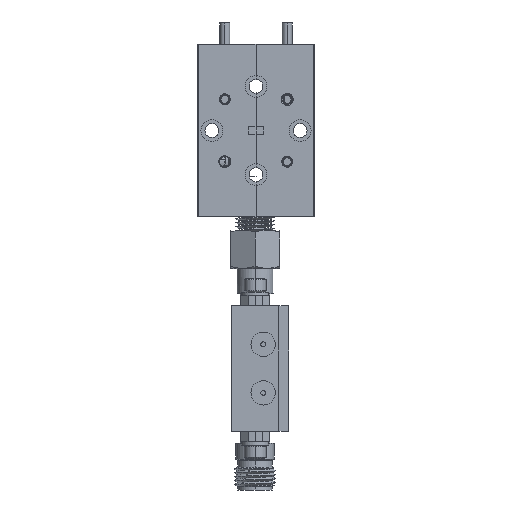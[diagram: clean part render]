
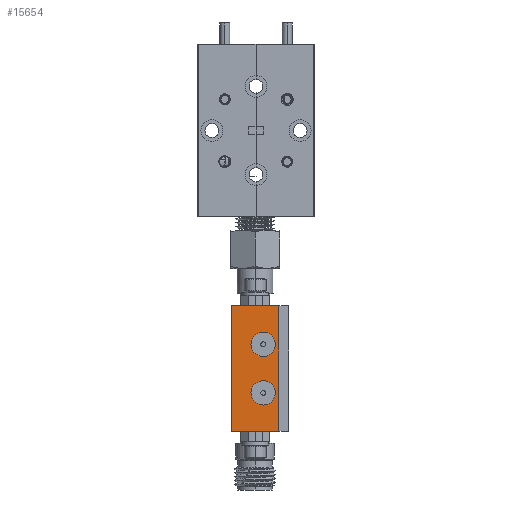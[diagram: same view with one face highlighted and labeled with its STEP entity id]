
A CAD part, left-side view. The second image highlights one B-rep face of the part: STEP entity #15654.
In plain terms, the highlighted planar face has unit normal (-1, 0, 0).
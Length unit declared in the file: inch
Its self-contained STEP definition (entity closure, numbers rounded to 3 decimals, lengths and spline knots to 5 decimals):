
#402 = VERTEX_POINT ( 'NONE', #11211 ) ;
#705 = CARTESIAN_POINT ( 'NONE',  ( -0.42, 0.229, -1.919 ) ) ;
#759 = CARTESIAN_POINT ( 'NONE',  ( -0.42, 0.329, -1.364 ) ) ;
#963 = CARTESIAN_POINT ( 'NONE',  ( -0.42, 0.329, -1.364 ) ) ;
#1123 = DIRECTION ( 'NONE',  ( 0., 0., -1. ) ) ;
#1284 = ORIENTED_EDGE ( 'NONE', *, *, #7233, .F. ) ;
#1303 = VERTEX_POINT ( 'NONE', #2694 ) ;
#1399 = EDGE_CURVE ( 'NONE', #23097, #22902, #3492, .T. ) ;
#2122 = VERTEX_POINT ( 'NONE', #13881 ) ;
#2647 = CIRCLE ( 'NONE', #13619, 0.068 ) ;
#2694 = CARTESIAN_POINT ( 'NONE',  ( -0.42, 0.329, -1.742 ) ) ;
#2840 = ORIENTED_EDGE ( 'NONE', *, *, #17187, .F. ) ;
#3064 = DIRECTION ( 'NONE',  ( -1., 0., 0. ) ) ;
#3230 = CARTESIAN_POINT ( 'NONE',  ( -0.42, 0.229, -1.119 ) ) ;
#3361 = CIRCLE ( 'NONE', #23748, 0.068 ) ;
#3492 = LINE ( 'NONE', #5443, #6934 ) ;
#4337 = CARTESIAN_POINT ( 'NONE',  ( -0.42, 0.329, -1.432 ) ) ;
#4455 = VECTOR ( 'NONE', #18245, 39.37008 ) ;
#4665 = EDGE_LOOP ( 'NONE', ( #15231, #7632, #26243, #8009 ) ) ;
#4848 = CARTESIAN_POINT ( 'NONE',  ( -0.42, 0.229, -1.919 ) ) ;
#5443 = CARTESIAN_POINT ( 'NONE',  ( -0.42, 0.229, -1.119 ) ) ;
#5480 = DIRECTION ( 'NONE',  ( -1., 0., 0. ) ) ;
#5501 = EDGE_CURVE ( 'NONE', #7368, #19792, #27543, .T. ) ;
#5516 = DIRECTION ( 'NONE',  ( 0., 0., -1. ) ) ;
#6308 = DIRECTION ( 'NONE',  ( 1., 0., 0. ) ) ;
#6485 = DIRECTION ( 'NONE',  ( -1., 0., 0. ) ) ;
#6594 = VERTEX_POINT ( 'NONE', #4337 ) ;
#6934 = VECTOR ( 'NONE', #7653, 39.37008 ) ;
#7122 = VECTOR ( 'NONE', #5516, 39.37008 ) ;
#7153 = CIRCLE ( 'NONE', #20035, 0.068 ) ;
#7233 = EDGE_CURVE ( 'NONE', #402, #1303, #3361, .T. ) ;
#7368 = VERTEX_POINT ( 'NONE', #705 ) ;
#7428 = CIRCLE ( 'NONE', #13434, 0.068 ) ;
#7581 = VECTOR ( 'NONE', #1123, 39.37008 ) ;
#7632 = ORIENTED_EDGE ( 'NONE', *, *, #5501, .F. ) ;
#7653 = DIRECTION ( 'NONE',  ( 0., 1., 0. ) ) ;
#8009 = ORIENTED_EDGE ( 'NONE', *, *, #1399, .T. ) ;
#8971 = AXIS2_PLACEMENT_3D ( 'NONE', #21769, #6308, #23878 ) ;
#9644 = CARTESIAN_POINT ( 'NONE',  ( -0.42, 0.329, -1.674 ) ) ;
#10150 = EDGE_LOOP ( 'NONE', ( #25267, #1284 ) ) ;
#11211 = CARTESIAN_POINT ( 'NONE',  ( -0.42, 0.329, -1.606 ) ) ;
#11424 = ORIENTED_EDGE ( 'NONE', *, *, #17151, .F. ) ;
#11479 = DIRECTION ( 'NONE',  ( -1., 0., 0. ) ) ;
#11810 = DIRECTION ( 'NONE',  ( 0., 0., -1. ) ) ;
#13003 = CARTESIAN_POINT ( 'NONE',  ( -0.42, 0.529, -1.119 ) ) ;
#13293 = LINE ( 'NONE', #14860, #7122 ) ;
#13434 = AXIS2_PLACEMENT_3D ( 'NONE', #9644, #11479, #18426 ) ;
#13615 = CARTESIAN_POINT ( 'NONE',  ( -0.42, 0.529, -1.919 ) ) ;
#13619 = AXIS2_PLACEMENT_3D ( 'NONE', #963, #5480, #11810 ) ;
#13881 = CARTESIAN_POINT ( 'NONE',  ( -0.42, 0.329, -1.296 ) ) ;
#14334 = CARTESIAN_POINT ( 'NONE',  ( -0.42, 0.229, -1.119 ) ) ;
#14698 = EDGE_CURVE ( 'NONE', #23097, #7368, #19584, .T. ) ;
#14860 = CARTESIAN_POINT ( 'NONE',  ( -0.42, 0.529, -1.119 ) ) ;
#15231 = ORIENTED_EDGE ( 'NONE', *, *, #26778, .T. ) ;
#15654 = ADVANCED_FACE ( 'NONE', ( #21627, #28515, #21960 ), #19478, .F. ) ;
#16310 = EDGE_LOOP ( 'NONE', ( #11424, #2840 ) ) ;
#17151 = EDGE_CURVE ( 'NONE', #6594, #2122, #2647, .T. ) ;
#17187 = EDGE_CURVE ( 'NONE', #2122, #6594, #7153, .T. ) ;
#18245 = DIRECTION ( 'NONE',  ( 0., 1., 0. ) ) ;
#18426 = DIRECTION ( 'NONE',  ( 0., 0., -1. ) ) ;
#19478 = PLANE ( 'NONE',  #8971 ) ;
#19584 = LINE ( 'NONE', #3230, #7581 ) ;
#19792 = VERTEX_POINT ( 'NONE', #13615 ) ;
#20035 = AXIS2_PLACEMENT_3D ( 'NONE', #759, #3064, #25072 ) ;
#21627 = FACE_BOUND ( 'NONE', #16310, .T. ) ;
#21769 = CARTESIAN_POINT ( 'NONE',  ( -0.42, 0.229, -1.119 ) ) ;
#21960 = FACE_OUTER_BOUND ( 'NONE', #4665, .T. ) ;
#22902 = VERTEX_POINT ( 'NONE', #13003 ) ;
#23097 = VERTEX_POINT ( 'NONE', #14334 ) ;
#23748 = AXIS2_PLACEMENT_3D ( 'NONE', #26297, #6485, #24151 ) ;
#23878 = DIRECTION ( 'NONE',  ( 0., 0., 1. ) ) ;
#24151 = DIRECTION ( 'NONE',  ( 0., 0., -1. ) ) ;
#25072 = DIRECTION ( 'NONE',  ( 0., 0., -1. ) ) ;
#25267 = ORIENTED_EDGE ( 'NONE', *, *, #27493, .F. ) ;
#26243 = ORIENTED_EDGE ( 'NONE', *, *, #14698, .F. ) ;
#26297 = CARTESIAN_POINT ( 'NONE',  ( -0.42, 0.329, -1.674 ) ) ;
#26778 = EDGE_CURVE ( 'NONE', #22902, #19792, #13293, .T. ) ;
#27493 = EDGE_CURVE ( 'NONE', #1303, #402, #7428, .T. ) ;
#27543 = LINE ( 'NONE', #4848, #4455 ) ;
#28515 = FACE_BOUND ( 'NONE', #10150, .T. ) ;
